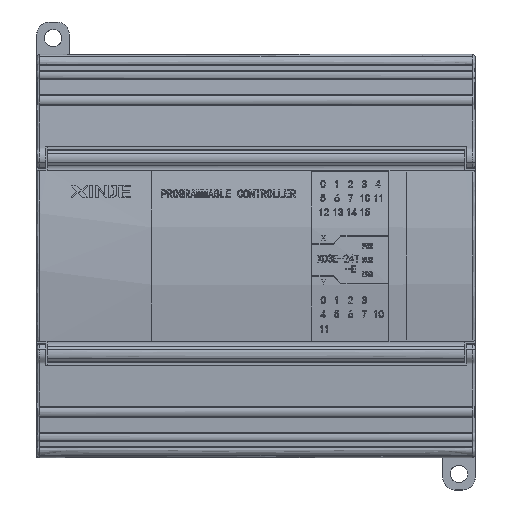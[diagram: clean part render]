
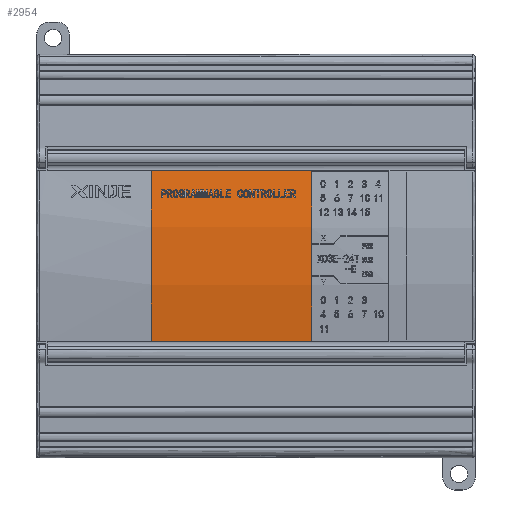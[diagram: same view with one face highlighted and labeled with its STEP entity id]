
A CAD part, front view. The second image highlights one B-rep face of the part: STEP entity #2954.
In plain terms, the highlighted free-form (B-spline) face has degree [1, 3] with [2, 4] control points.
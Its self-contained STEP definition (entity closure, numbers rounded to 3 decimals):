
#2954=ADVANCED_FACE('',(#5787),#48610,.T.);
#5787=FACE_OUTER_BOUND('',#8786,.T.);
#8786=EDGE_LOOP('',(#22786,#22787,#22788,#22789));
#22786=ORIENTED_EDGE('',*,*,#31338,.T.);
#22787=ORIENTED_EDGE('',*,*,#31320,.T.);
#22788=ORIENTED_EDGE('',*,*,#31333,.T.);
#22789=ORIENTED_EDGE('',*,*,#31318,.T.);
#31318=EDGE_CURVE('',#45002,#44999,#33417,.T.);
#31320=EDGE_CURVE('',#45000,#45001,#39602,.T.);
#31333=EDGE_CURVE('',#45001,#45002,#39611,.T.);
#31338=EDGE_CURVE('',#44999,#45000,#39615,.T.);
#33417=(
BOUNDED_CURVE()
B_SPLINE_CURVE(3,(#104723,#104724,#104725,#104726),.UNSPECIFIED.,.F.,.F.)
B_SPLINE_CURVE_WITH_KNOTS((4,4),(0.,42.835),.UNSPECIFIED.)
CURVE()
GEOMETRIC_REPRESENTATION_ITEM()
RATIONAL_B_SPLINE_CURVE((1.,0.991,0.991,1.))
REPRESENTATION_ITEM('')
);
#39602=B_SPLINE_CURVE_WITH_KNOTS('',3,(#104729,#104730,#104731,#104732),
 .UNSPECIFIED.,.F.,.F.,(4,4),(-42.834,0.),.UNSPECIFIED.);
#39611=B_SPLINE_CURVE_WITH_KNOTS('',3,(#104767,#104768,#104769,#104770),
 .UNSPECIFIED.,.F.,.F.,(4,4),(-39.766,0.),.UNSPECIFIED.);
#39615=B_SPLINE_CURVE_WITH_KNOTS('',3,(#104782,#104783,#104784,#104785),
 .UNSPECIFIED.,.F.,.F.,(4,4),(-39.766,0.),.UNSPECIFIED.);
#44999=VERTEX_POINT('',#86544);
#45000=VERTEX_POINT('',#86545);
#45001=VERTEX_POINT('',#86546);
#45002=VERTEX_POINT('',#86547);
#48610=(
BOUNDED_SURFACE()
B_SPLINE_SURFACE(1,3,((#76167,#76168,#76169,#76170),(#76171,#76172,#76173,
#76174)),.UNSPECIFIED.,.F.,.F.,.F.)
B_SPLINE_SURFACE_WITH_KNOTS((2,2),(4,4),(0.,39.766),(0.,42.836),
 .UNSPECIFIED.)
GEOMETRIC_REPRESENTATION_ITEM()
RATIONAL_B_SPLINE_SURFACE(((1.,0.991,0.991,
1.),(1.,0.991,0.991,
1.)))
REPRESENTATION_ITEM('')
SURFACE()
);
#76167=CARTESIAN_POINT('',(-134.717,37.801,67.882));
#76168=CARTESIAN_POINT('',(-134.717,35.434,81.963));
#76169=CARTESIAN_POINT('',(-134.717,35.434,96.241));
#76170=CARTESIAN_POINT('',(-134.717,37.801,110.322));
#76171=CARTESIAN_POINT('',(-94.951,37.801,67.882));
#76172=CARTESIAN_POINT('',(-94.951,35.433,81.963));
#76173=CARTESIAN_POINT('',(-94.951,35.433,96.241));
#76174=CARTESIAN_POINT('',(-94.951,37.8,110.322));
#86544=CARTESIAN_POINT('',(-134.717,37.801,67.882));
#86545=CARTESIAN_POINT('',(-94.951,37.801,67.882));
#86546=CARTESIAN_POINT('',(-94.951,37.801,110.322));
#86547=CARTESIAN_POINT('',(-134.717,37.801,110.322));
#104723=CARTESIAN_POINT('',(-134.717,37.801,110.322));
#104724=CARTESIAN_POINT('',(-134.717,35.434,96.242));
#104725=CARTESIAN_POINT('',(-134.717,35.434,81.963));
#104726=CARTESIAN_POINT('',(-134.717,37.801,67.882));
#104729=CARTESIAN_POINT('',(-94.951,37.801,67.882));
#104730=CARTESIAN_POINT('',(-94.951,35.441,81.917));
#104731=CARTESIAN_POINT('',(-94.951,35.441,96.287));
#104732=CARTESIAN_POINT('',(-94.951,37.801,110.322));
#104767=CARTESIAN_POINT('',(-94.951,37.801,110.322));
#104768=CARTESIAN_POINT('',(-108.207,37.801,110.322));
#104769=CARTESIAN_POINT('',(-121.462,37.801,110.322));
#104770=CARTESIAN_POINT('',(-134.717,37.801,110.322));
#104782=CARTESIAN_POINT('',(-134.717,37.801,67.882));
#104783=CARTESIAN_POINT('',(-121.462,37.801,67.882));
#104784=CARTESIAN_POINT('',(-108.206,37.801,67.882));
#104785=CARTESIAN_POINT('',(-94.951,37.801,67.882));
